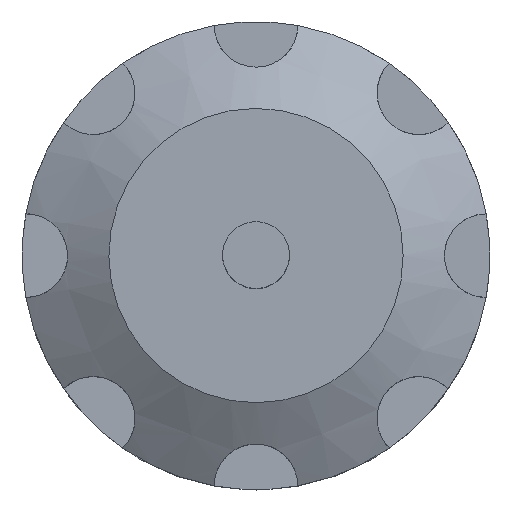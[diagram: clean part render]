
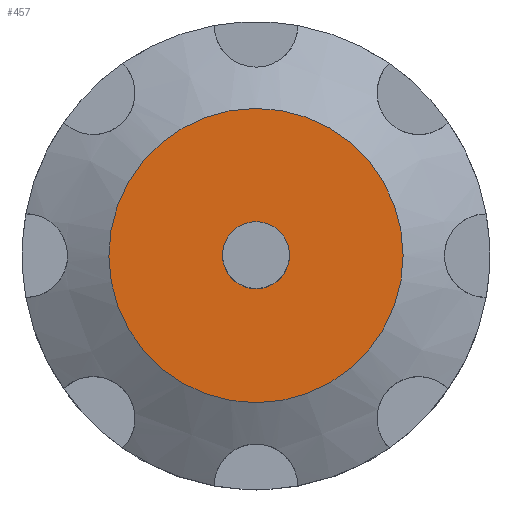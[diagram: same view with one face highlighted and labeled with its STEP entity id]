
A CAD part, top view. The second image highlights one B-rep face of the part: STEP entity #457.
In plain terms, the highlighted planar face has unit normal (0, 0, 1).
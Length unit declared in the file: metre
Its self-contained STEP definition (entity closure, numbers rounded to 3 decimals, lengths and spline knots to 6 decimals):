
#22=PLANE('',#520);
#103=ORIENTED_EDGE('',*,*,#229,.T.);
#104=ORIENTED_EDGE('',*,*,#230,.F.);
#229=EDGE_CURVE('',#292,#292,#323,.T.);
#230=EDGE_CURVE('',#293,#293,#324,.T.);
#292=VERTEX_POINT('',#806);
#293=VERTEX_POINT('',#808);
#323=CIRCLE('',#521,0.008804);
#324=CIRCLE('',#522,0.002);
#347=EDGE_LOOP('',(#103));
#348=EDGE_LOOP('',(#104));
#395=FACE_BOUND('',#347,.T.);
#396=FACE_BOUND('',#348,.T.);
#457=ADVANCED_FACE('',(#395,#396),#22,.T.);
#520=AXIS2_PLACEMENT_3D('',#804,#628,#629);
#521=AXIS2_PLACEMENT_3D('',#805,#630,#631);
#522=AXIS2_PLACEMENT_3D('',#807,#632,#633);
#628=DIRECTION('',(0.,0.,1.));
#629=DIRECTION('',(1.,0.,0.));
#630=DIRECTION('',(0.,0.,1.));
#631=DIRECTION('',(1.,0.,0.));
#632=DIRECTION('',(0.,0.,1.));
#633=DIRECTION('',(1.,0.,0.));
#804=CARTESIAN_POINT('',(0.,0.,0.018));
#805=CARTESIAN_POINT('',(0.,0.,0.018));
#806=CARTESIAN_POINT('',(0.008804,0.,0.018));
#807=CARTESIAN_POINT('',(0.,0.,0.018));
#808=CARTESIAN_POINT('',(0.002,0.,0.018));
